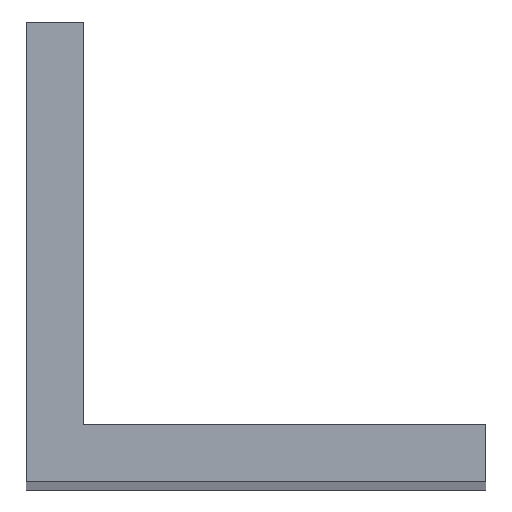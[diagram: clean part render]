
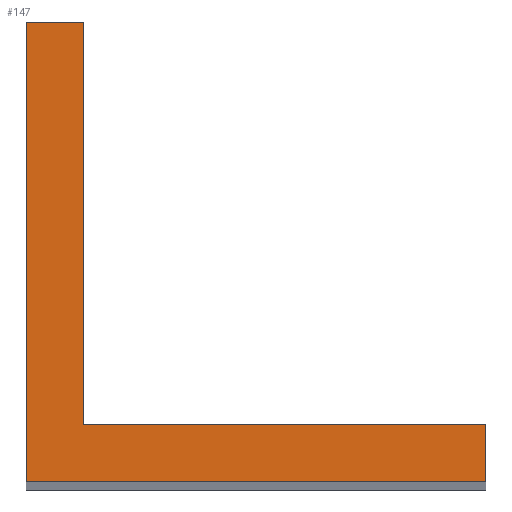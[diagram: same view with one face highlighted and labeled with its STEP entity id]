
A CAD part, top view. The second image highlights one B-rep face of the part: STEP entity #147.
In plain terms, the highlighted planar face has unit normal (0, 0, 1).
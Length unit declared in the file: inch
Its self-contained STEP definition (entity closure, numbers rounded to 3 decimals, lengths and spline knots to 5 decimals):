
#21=FACE_OUTER_BOUND('',#29,.T.);
#29=EDGE_LOOP('',(#121,#122,#123,#124,#125,#126));
#33=LINE('',#209,#51);
#36=LINE('',#215,#54);
#39=LINE('',#221,#57);
#42=LINE('',#227,#60);
#45=LINE('',#233,#63);
#48=LINE('',#237,#66);
#51=VECTOR('',#171,0.3937);
#54=VECTOR('',#176,0.3937);
#57=VECTOR('',#181,0.3937);
#60=VECTOR('',#186,0.3937);
#63=VECTOR('',#191,0.3937);
#66=VECTOR('',#196,0.3937);
#69=VERTEX_POINT('',#206);
#70=VERTEX_POINT('',#208);
#72=VERTEX_POINT('',#214);
#74=VERTEX_POINT('',#220);
#76=VERTEX_POINT('',#226);
#78=VERTEX_POINT('',#232);
#81=EDGE_CURVE('',#70,#69,#33,.T.);
#84=EDGE_CURVE('',#72,#70,#36,.T.);
#87=EDGE_CURVE('',#74,#72,#39,.T.);
#90=EDGE_CURVE('',#76,#74,#42,.T.);
#93=EDGE_CURVE('',#78,#76,#45,.T.);
#96=EDGE_CURVE('',#69,#78,#48,.T.);
#121=ORIENTED_EDGE('',*,*,#96,.T.);
#122=ORIENTED_EDGE('',*,*,#93,.T.);
#123=ORIENTED_EDGE('',*,*,#90,.T.);
#124=ORIENTED_EDGE('',*,*,#87,.T.);
#125=ORIENTED_EDGE('',*,*,#84,.T.);
#126=ORIENTED_EDGE('',*,*,#81,.T.);
#139=PLANE('',#163);
#147=ADVANCED_FACE('',(#21),#139,.T.);
#163=AXIS2_PLACEMENT_3D('',#238,#197,#198);
#171=DIRECTION('',(0.,-1.,0.));
#176=DIRECTION('',(-1.,0.,0.));
#181=DIRECTION('',(0.,1.,0.));
#186=DIRECTION('',(-1.,0.,0.));
#191=DIRECTION('',(0.,1.,0.));
#196=DIRECTION('',(1.,0.,0.));
#197=DIRECTION('center_axis',(0.,0.,1.));
#198=DIRECTION('ref_axis',(1.,0.,0.));
#206=CARTESIAN_POINT('',(0.,0.,10.188));
#208=CARTESIAN_POINT('',(0.,1.,10.188));
#209=CARTESIAN_POINT('',(0.,1.,10.188));
#214=CARTESIAN_POINT('',(0.125,1.,10.188));
#215=CARTESIAN_POINT('',(0.125,1.,10.188));
#220=CARTESIAN_POINT('',(0.125,0.125,10.188));
#221=CARTESIAN_POINT('',(0.125,0.125,10.188));
#226=CARTESIAN_POINT('',(1.,0.125,10.188));
#227=CARTESIAN_POINT('',(1.,0.125,10.188));
#232=CARTESIAN_POINT('',(1.,0.,10.188));
#233=CARTESIAN_POINT('',(1.,0.,10.188));
#237=CARTESIAN_POINT('',(0.,0.,10.188));
#238=CARTESIAN_POINT('Origin',(0.30859,0.30859,10.188));
